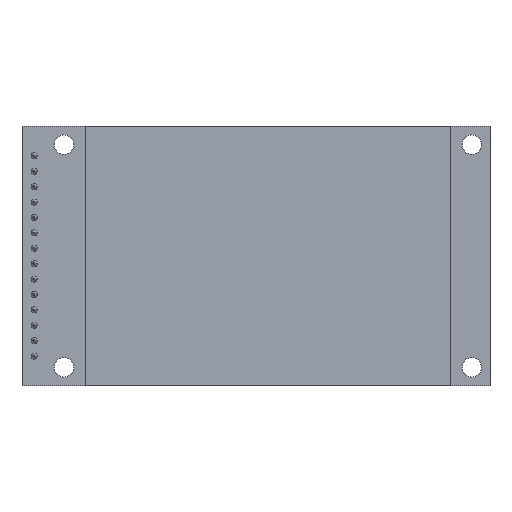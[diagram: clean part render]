
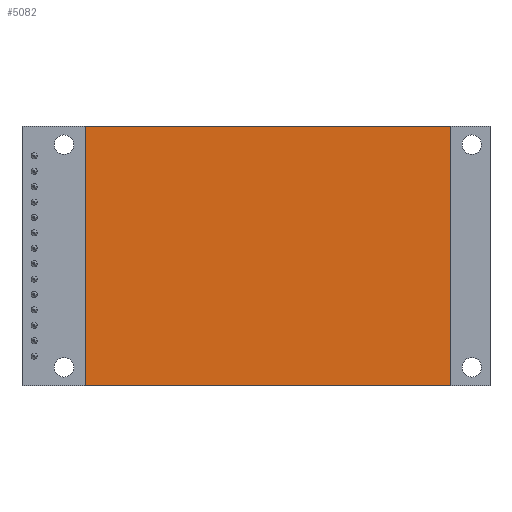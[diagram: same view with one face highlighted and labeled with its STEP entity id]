
A CAD part, top view. The second image highlights one B-rep face of the part: STEP entity #5082.
In plain terms, the highlighted planar face has unit normal (0, 0, 1).
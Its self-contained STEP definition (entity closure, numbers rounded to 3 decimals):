
#224 = VECTOR ( 'NONE', #3354, 1000. ) ;
#528 = LINE ( 'NONE', #8143, #224 ) ;
#784 = ORIENTED_EDGE ( 'NONE', *, *, #12430, .T. ) ;
#851 = VERTEX_POINT ( 'NONE', #2548 ) ;
#1642 = ORIENTED_EDGE ( 'NONE', *, *, #8981, .T. ) ;
#1726 = DIRECTION ( 'NONE',  ( -1., 0., 0. ) ) ;
#1950 = EDGE_CURVE ( 'NONE', #4408, #851, #4363, .T. ) ;
#2394 = CARTESIAN_POINT ( 'NONE',  ( 70.67, 42.72, 4.5 ) ) ;
#2548 = CARTESIAN_POINT ( 'NONE',  ( 10.41, 0., 4.5 ) ) ;
#3186 = FACE_OUTER_BOUND ( 'NONE', #7097, .T. ) ;
#3261 = CARTESIAN_POINT ( 'NONE',  ( 0., 0., 4.5 ) ) ;
#3283 = DIRECTION ( 'NONE',  ( -1., 0., 0. ) ) ;
#3295 = DIRECTION ( 'NONE',  ( 0., -1., 0. ) ) ;
#3354 = DIRECTION ( 'NONE',  ( 0., 1., 0. ) ) ;
#3411 = PLANE ( 'NONE',  #4952 ) ;
#3643 = CARTESIAN_POINT ( 'NONE',  ( 10.41, 42.72, 4.5 ) ) ;
#4363 = LINE ( 'NONE', #8085, #6934 ) ;
#4408 = VERTEX_POINT ( 'NONE', #4505 ) ;
#4505 = CARTESIAN_POINT ( 'NONE',  ( 10.41, 42.72, 4.5 ) ) ;
#4748 = LINE ( 'NONE', #10434, #9568 ) ;
#4803 = VERTEX_POINT ( 'NONE', #2394 ) ;
#4952 = AXIS2_PLACEMENT_3D ( 'NONE', #3261, #9026, #3283 ) ;
#5082 = ADVANCED_FACE ( 'NONE', ( #3186 ), #3411, .F. ) ;
#5262 = VERTEX_POINT ( 'NONE', #11003 ) ;
#5913 = ORIENTED_EDGE ( 'NONE', *, *, #1950, .T. ) ;
#6934 = VECTOR ( 'NONE', #3295, 1000. ) ;
#6936 = EDGE_CURVE ( 'NONE', #5262, #4803, #528, .T. ) ;
#7097 = EDGE_LOOP ( 'NONE', ( #5913, #1642, #7820, #784 ) ) ;
#7547 = DIRECTION ( 'NONE',  ( 1., 0., 0. ) ) ;
#7820 = ORIENTED_EDGE ( 'NONE', *, *, #6936, .T. ) ;
#8085 = CARTESIAN_POINT ( 'NONE',  ( 10.41, 0., 4.5 ) ) ;
#8143 = CARTESIAN_POINT ( 'NONE',  ( 70.67, 0., 4.5 ) ) ;
#8981 = EDGE_CURVE ( 'NONE', #851, #5262, #4748, .T. ) ;
#9026 = DIRECTION ( 'NONE',  ( 0., 0., -1. ) ) ;
#9568 = VECTOR ( 'NONE', #7547, 1000. ) ;
#10434 = CARTESIAN_POINT ( 'NONE',  ( 10.41, 0., 4.5 ) ) ;
#10564 = VECTOR ( 'NONE', #1726, 1000. ) ;
#11003 = CARTESIAN_POINT ( 'NONE',  ( 70.67, 0., 4.5 ) ) ;
#12208 = LINE ( 'NONE', #3643, #10564 ) ;
#12430 = EDGE_CURVE ( 'NONE', #4803, #4408, #12208, .T. ) ;
